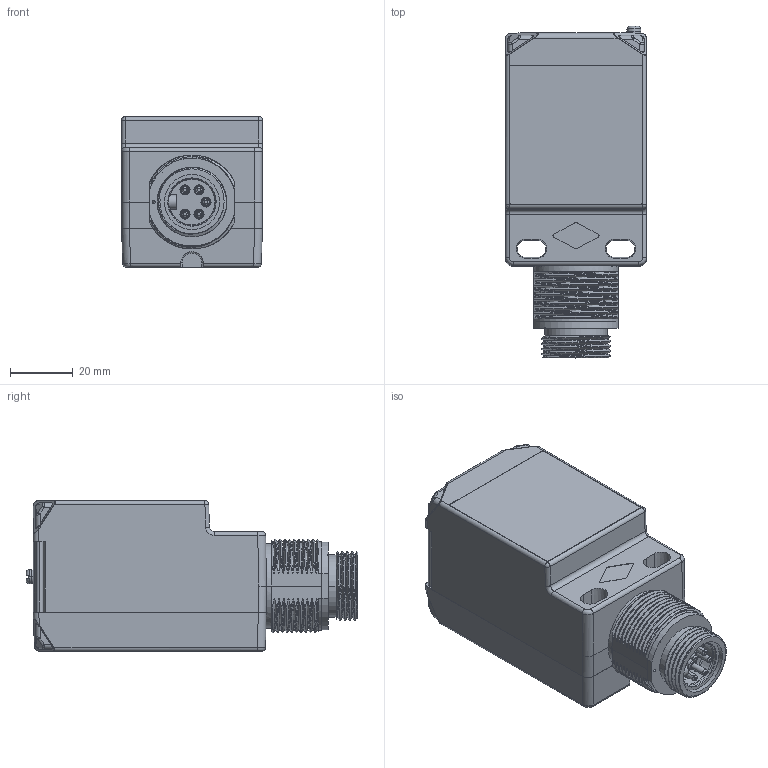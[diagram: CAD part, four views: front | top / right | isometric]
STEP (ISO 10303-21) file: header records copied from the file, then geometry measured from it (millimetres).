
FILE_DESCRIPTION((''),'2;1');
FILE_NAME('RLK61_PLUG_V95_ASM','2011-05-10T',('sereneee'),(''),'PRO/ENGINEER BY PARAMETRIC TECHNOLOGY CORPORATION, 2006140','PRO/ENGINEER BY PARAMETRIC TECHNOLOGY CORPORATION, 2006140','');
FILE_SCHEMA(('CONFIG_CONTROL_DESIGN'));
Length unit declared in the file: millimetre
Products named in the file (17): MSBR-15; MSBR-14; MSBR-13; MSBR-12; MSBR-11; MSBR-10; MSBR-9; MSBR-8; MSBR-7; MSBR-6; MSBR-5; MSBR-4; MSBR-3; MSBR-2; MSBR-1; _RLK61_PLUG_V95; RLK61_PLUG_V95_ASM
Assembly tree (16 placements, depth 2):
  RLK61_PLUG_V95_ASM
    MSBR-15
    MSBR-14
    MSBR-13
    MSBR-12
    MSBR-11
    MSBR-10
    MSBR-9
    MSBR-8
    MSBR-7
    MSBR-6
    MSBR-5
    MSBR-4
    MSBR-3
    MSBR-2
    MSBR-1
    _RLK61_PLUG_V95
Bounding box: 45 x 105.96 x 48.1 mm (x, y, z)
Volume: 29550.3 mm3; surface area: 59098.5 mm2
Topology: 15 solids, 16 shells, 1634 faces, 4484 edges, 2932 vertices
Faces by surface type: plane 922, cylinder 361, cone 184, bspline 132, torus 27, extrusion 4, sphere 4
Entity records: 67603 total; most frequent: CARTESIAN_POINT 26670, ORIENTED_EDGE 8948, DIRECTION 7741, EDGE_CURVE 4480, VERTEX_POINT 2932, VECTOR 2757, LINE 2753, AXIS2_PLACEMENT_3D 2492
